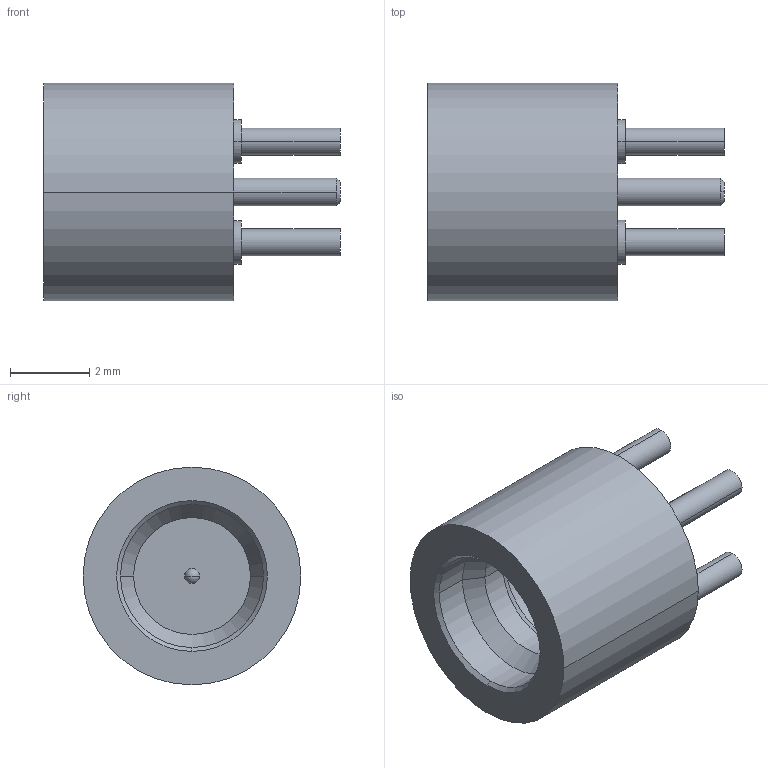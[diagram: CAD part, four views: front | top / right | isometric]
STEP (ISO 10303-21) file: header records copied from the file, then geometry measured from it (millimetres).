
FILE_DESCRIPTION (( 'STEP AP214' ), '1' );
FILE_NAME ('FMCN5532_3D.step', '2026-03-03T23:23:30', ( '' ), ( '' ), 'SwSTEP 2.0', 'SolidWorks 2025', '' );
FILE_SCHEMA (( 'AUTOMOTIVE_DESIGN' ));
Length unit declared in the file: millimetre
Products named in the file (1): FMCN5532_3D
Bounding box: 7.5 x 5.5 x 5.5 mm (x, y, z)
Volume: 95.7 mm3; surface area: 189.1 mm2
Topology: 1 solids, 1 shells, 50 faces, 106 edges, 67 vertices
Faces by surface type: cylinder 28, plane 12, cone 8, sphere 2
Entity records: 1363 total; most frequent: DIRECTION 270, CARTESIAN_POINT 218, ORIENTED_EDGE 204, AXIS2_PLACEMENT_3D 117, EDGE_CURVE 102, CIRCLE 66, VERTEX_POINT 65, EDGE_LOOP 61
